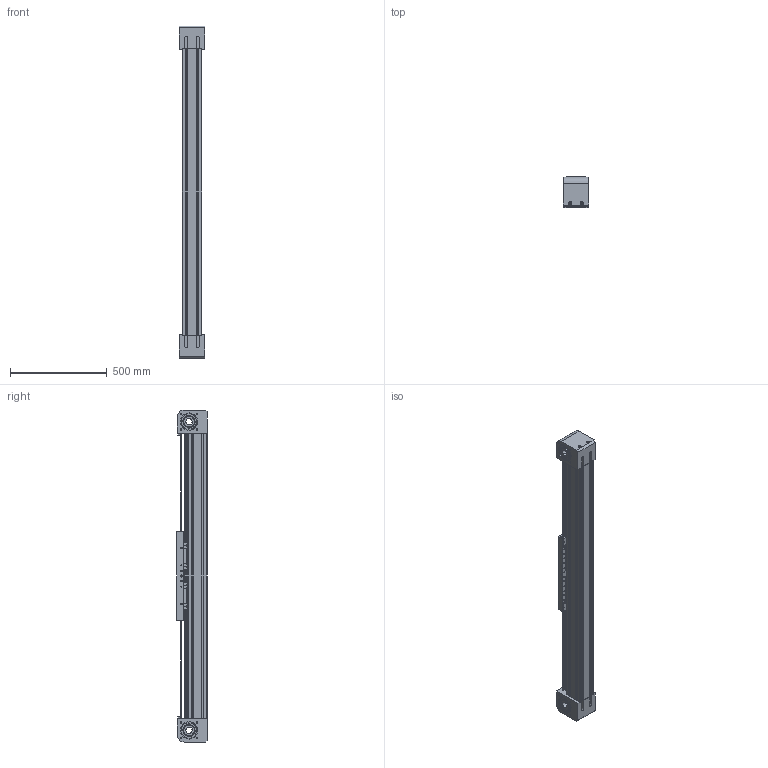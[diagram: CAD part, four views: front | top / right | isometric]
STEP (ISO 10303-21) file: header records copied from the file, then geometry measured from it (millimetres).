
FILE_DESCRIPTION (( 'STEP AP214' ), '1' );
FILE_NAME ('BLM100-1000.STEP', '2023-03-14T09:14:02', ( '' ), ( '' ), 'SwSTEP 2.0', 'SolidWorks 2023', '' );
FILE_SCHEMA (( 'AUTOMOTIVE_DESIGN' ));
Length unit declared in the file: millimetre
Products named in the file (1): BLM100-1000
Bounding box: 130 x 159 x 1720 mm (x, y, z)
Volume: 19667731.4 mm3; surface area: 2299266.1 mm2
Topology: 49 solids, 57 shells, 4079 faces, 11240 edges, 7325 vertices
Faces by surface type: plane 2103, cylinder 1628, torus 168, sphere 100, cone 56, bspline 24
Entity records: 181039 total; most frequent: CARTESIAN_POINT 29373, DIRECTION 22815, ORIENTED_EDGE 21984, EDGE_CURVE 10992, AXIS2_PLACEMENT_3D 8005, VERTEX_POINT 7189, LINE 6805, VECTOR 6805
